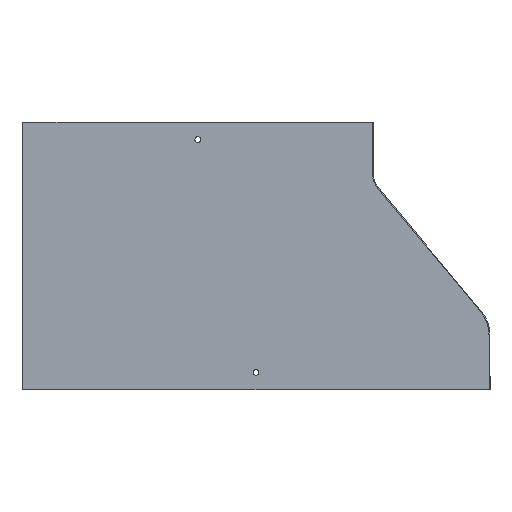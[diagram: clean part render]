
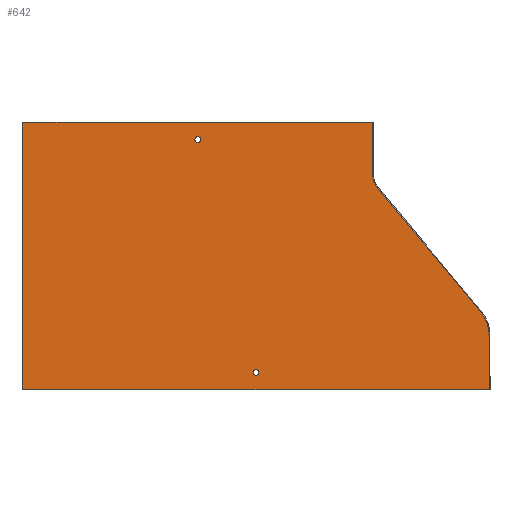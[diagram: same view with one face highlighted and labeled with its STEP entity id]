
A CAD part, front view. The second image highlights one B-rep face of the part: STEP entity #642.
In plain terms, the highlighted planar face has unit normal (0, -1, 0).
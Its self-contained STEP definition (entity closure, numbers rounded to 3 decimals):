
#7 = AXIS2_PLACEMENT_3D ( 'NONE', #254, #255, #256 ) ;
#8 = EDGE_CURVE ( 'NONE', #613, #79, #440, .T. ) ;
#10 = EDGE_CURVE ( 'NONE', #562, #562, #439, .T. ) ;
#16 = ORIENTED_EDGE ( 'NONE', *, *, #131, .F. ) ;
#17 = ORIENTED_EDGE ( 'NONE', *, *, #109, .F. ) ;
#21 = EDGE_CURVE ( 'NONE', #95, #80, #445, .T. ) ;
#26 = EDGE_CURVE ( 'NONE', #616, #79, #450, .T. ) ;
#66 = ORIENTED_EDGE ( 'NONE', *, *, #618, .F. ) ;
#79 = VERTEX_POINT ( 'NONE', #214 ) ;
#80 = VERTEX_POINT ( 'NONE', #237 ) ;
#95 = VERTEX_POINT ( 'NONE', #197 ) ;
#100 = VERTEX_POINT ( 'NONE', #231 ) ;
#109 = EDGE_CURVE ( 'NONE', #100, #612, #513, .T. ) ;
#115 = EDGE_CURVE ( 'NONE', #612, #617, #512, .T. ) ;
#131 = EDGE_CURVE ( 'NONE', #80, #100, #517, .T. ) ;
#139 = ORIENTED_EDGE ( 'NONE', *, *, #21, .F. ) ;
#140 = ORIENTED_EDGE ( 'NONE', *, *, #115, .F. ) ;
#146 = CARTESIAN_POINT ( 'NONE',  ( 320., 0., -44.863 ) ) ;
#159 = DIRECTION ( 'NONE',  ( 0., -1., 0. ) ) ;
#160 = CARTESIAN_POINT ( 'NONE',  ( 201., 0., -215. ) ) ;
#177 = CARTESIAN_POINT ( 'NONE',  ( 401.2, 0., -230. ) ) ;
#179 = CARTESIAN_POINT ( 'NONE',  ( 301.2, 0., 0. ) ) ;
#187 = DIRECTION ( 'NONE',  ( 0., 0., 1. ) ) ;
#197 = CARTESIAN_POINT ( 'NONE',  ( 301.2, 0., -44.863 ) ) ;
#206 = CARTESIAN_POINT ( 'NONE',  ( 401.2, 0., -182.965 ) ) ;
#210 = CARTESIAN_POINT ( 'NONE',  ( 305.557, 0., -56.898 ) ) ;
#211 = DIRECTION ( 'NONE',  ( 0., 0., 1. ) ) ;
#212 = CARTESIAN_POINT ( 'NONE',  ( 0.8, 0., -44.863 ) ) ;
#213 = DIRECTION ( 'NONE',  ( 0., 0., -1. ) ) ;
#214 = CARTESIAN_POINT ( 'NONE',  ( 0.8, 0., 0. ) ) ;
#225 = DIRECTION ( 'NONE',  ( 0.64, 0., -0.768 ) ) ;
#228 = CARTESIAN_POINT ( 'NONE',  ( 370., 0., -182.965 ) ) ;
#231 = CARTESIAN_POINT ( 'NONE',  ( 393.969, 0., -162.991 ) ) ;
#237 = CARTESIAN_POINT ( 'NONE',  ( 305.557, 0., -56.898 ) ) ;
#238 = DIRECTION ( 'NONE',  ( 0., 1., 0. ) ) ;
#248 = CARTESIAN_POINT ( 'NONE',  ( 320., 0., -44.863 ) ) ;
#249 = DIRECTION ( 'NONE',  ( 0., -1., 0. ) ) ;
#250 = DIRECTION ( 'NONE',  ( 0., 0., 1. ) ) ;
#254 = CARTESIAN_POINT ( 'NONE',  ( 151., 0., -15. ) ) ;
#255 = DIRECTION ( 'NONE',  ( 0., -1., 0. ) ) ;
#256 = DIRECTION ( 'NONE',  ( 0., 0., 1. ) ) ;
#257 = DIRECTION ( 'NONE',  ( 0., 0., 1. ) ) ;
#279 = CARTESIAN_POINT ( 'NONE',  ( 302., 0., 0. ) ) ;
#294 = DIRECTION ( 'NONE',  ( -1., 0., 0. ) ) ;
#311 = PLANE ( 'NONE',  #673 ) ;
#312 = DIRECTION ( 'NONE',  ( 0., 0., 1. ) ) ;
#332 = CARTESIAN_POINT ( 'NONE',  ( 0.8, 0., -230. ) ) ;
#342 = CARTESIAN_POINT ( 'NONE',  ( 401.2, 0., -44.863 ) ) ;
#348 = DIRECTION ( 'NONE',  ( 0., 1., 0. ) ) ;
#357 = CARTESIAN_POINT ( 'NONE',  ( 151., 0., -12.5 ) ) ;
#362 = CARTESIAN_POINT ( 'NONE',  ( 301.2, 0., -44.863 ) ) ;
#385 = CARTESIAN_POINT ( 'NONE',  ( 201., 0., -212.5 ) ) ;
#389 = DIRECTION ( 'NONE',  ( 0., 0., -1. ) ) ;
#390 = DIRECTION ( 'NONE',  ( 1., 0., 0. ) ) ;
#391 = CARTESIAN_POINT ( 'NONE',  ( 402., 0., -230. ) ) ;
#439 = CIRCLE ( 'NONE', #7, 2.5 ) ;
#440 = LINE ( 'NONE', #212, #441 ) ;
#441 = VECTOR ( 'NONE', #257, 1000. ) ;
#445 = CIRCLE ( 'NONE', #647, 18.8 ) ;
#450 = LINE ( 'NONE', #279, #454 ) ;
#454 = VECTOR ( 'NONE', #294, 1000. ) ;
#512 = LINE ( 'NONE', #342, #516 ) ;
#513 = CIRCLE ( 'NONE', #655, 31.2 ) ;
#516 = VECTOR ( 'NONE', #213, 1000. ) ;
#517 = LINE ( 'NONE', #210, #520 ) ;
#520 = VECTOR ( 'NONE', #225, 1000. ) ;
#530 = CIRCLE ( 'NONE', #657, 2.5 ) ;
#549 = FACE_BOUND ( 'NONE', #606, .T. ) ;
#550 = FACE_BOUND ( 'NONE', #603, .T. ) ;
#552 = FACE_OUTER_BOUND ( 'NONE', #605, .T. ) ;
#553 = VECTOR ( 'NONE', #389, 1000. ) ;
#559 = LINE ( 'NONE', #362, #553 ) ;
#560 = LINE ( 'NONE', #391, #561 ) ;
#561 = VECTOR ( 'NONE', #390, 1000. ) ;
#562 = VERTEX_POINT ( 'NONE', #357 ) ;
#567 = VERTEX_POINT ( 'NONE', #385 ) ;
#603 = EDGE_LOOP ( 'NONE', ( #66 ) ) ;
#605 = EDGE_LOOP ( 'NONE', ( #702, #701, #140, #17, #16, #139, #704, #703 ) ) ;
#606 = EDGE_LOOP ( 'NONE', ( #699 ) ) ;
#612 = VERTEX_POINT ( 'NONE', #206 ) ;
#613 = VERTEX_POINT ( 'NONE', #332 ) ;
#616 = VERTEX_POINT ( 'NONE', #179 ) ;
#617 = VERTEX_POINT ( 'NONE', #177 ) ;
#618 = EDGE_CURVE ( 'NONE', #567, #567, #530, .T. ) ;
#642 = ADVANCED_FACE ( 'NONE', ( #549, #552, #550 ), #311, .F. ) ;
#647 = AXIS2_PLACEMENT_3D ( 'NONE', #248, #249, #250 ) ;
#655 = AXIS2_PLACEMENT_3D ( 'NONE', #228, #238, #211 ) ;
#657 = AXIS2_PLACEMENT_3D ( 'NONE', #160, #159, #187 ) ;
#673 = AXIS2_PLACEMENT_3D ( 'NONE', #146, #348, #312 ) ;
#699 = ORIENTED_EDGE ( 'NONE', *, *, #10, .F. ) ;
#701 = ORIENTED_EDGE ( 'NONE', *, *, #708, .T. ) ;
#702 = ORIENTED_EDGE ( 'NONE', *, *, #8, .F. ) ;
#703 = ORIENTED_EDGE ( 'NONE', *, *, #26, .T. ) ;
#704 = ORIENTED_EDGE ( 'NONE', *, *, #706, .F. ) ;
#706 = EDGE_CURVE ( 'NONE', #616, #95, #559, .T. ) ;
#708 = EDGE_CURVE ( 'NONE', #613, #617, #560, .T. ) ;
